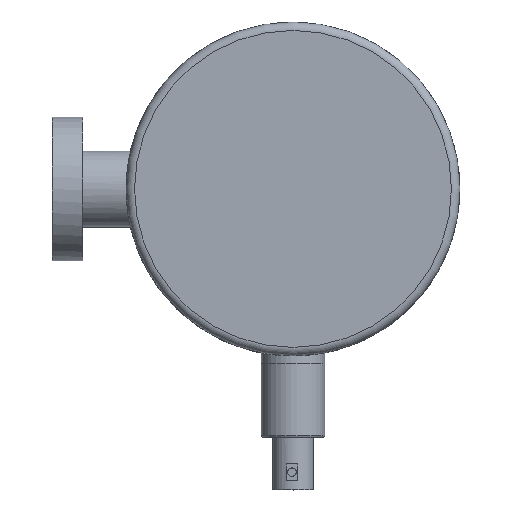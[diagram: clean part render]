
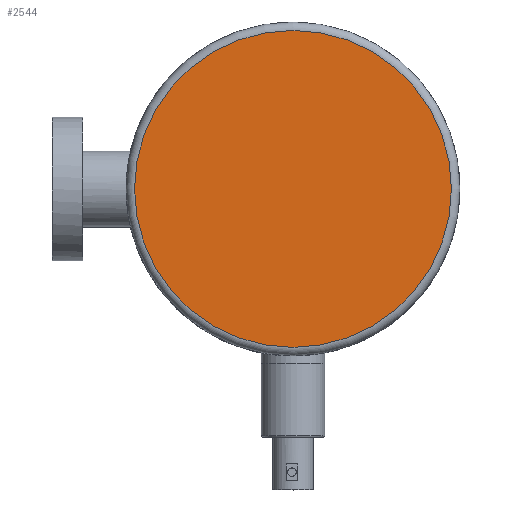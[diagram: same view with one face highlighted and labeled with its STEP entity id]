
A CAD part, top view. The second image highlights one B-rep face of the part: STEP entity #2544.
In plain terms, the highlighted face is planar.
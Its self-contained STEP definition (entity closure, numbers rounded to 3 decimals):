
#599=FACE_OUTER_BOUND('',#958,.T.);
#958=EDGE_LOOP('',(#2245));
#1269=CIRCLE('',#2942,37.5);
#1494=VERTEX_POINT('',#4872);
#1749=EDGE_CURVE('',#1494,#1494,#1269,.T.);
#2245=ORIENTED_EDGE('',*,*,#1749,.F.);
#2356=PLANE('',#2943);
#2544=ADVANCED_FACE('',(#599),#2356,.T.);
#2942=AXIS2_PLACEMENT_3D('',#4873,#3775,#3776);
#2943=AXIS2_PLACEMENT_3D('',#4874,#3777,#3778);
#3775=DIRECTION('center_axis',(0.,1.,0.));
#3776=DIRECTION('ref_axis',(-1.,0.,0.));
#3777=DIRECTION('center_axis',(0.,-1.,0.));
#3778=DIRECTION('ref_axis',(0.,0.,-1.));
#4872=CARTESIAN_POINT('',(37.5,0.,0.));
#4873=CARTESIAN_POINT('Origin',(0.,0.,0.));
#4874=CARTESIAN_POINT('Origin',(0.,0.,0.));
